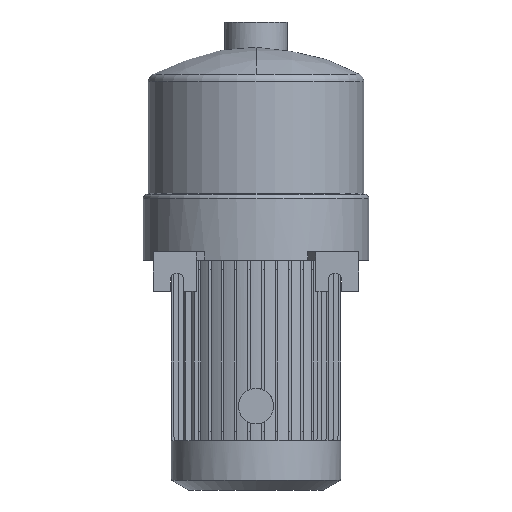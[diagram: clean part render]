
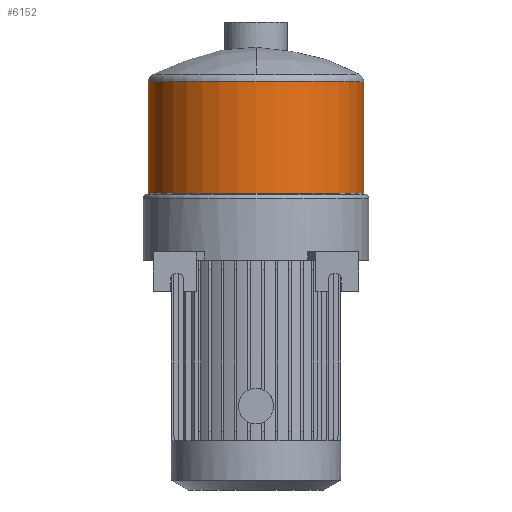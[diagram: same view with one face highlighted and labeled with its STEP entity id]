
A CAD part, front view. The second image highlights one B-rep face of the part: STEP entity #6152.
In plain terms, the highlighted cylindrical face has radius 76.5 mm (diameter 153 mm), a partial arc.
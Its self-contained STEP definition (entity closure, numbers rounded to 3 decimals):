
#262 = VERTEX_POINT ( 'NONE', #6309 ) ;
#349 = CARTESIAN_POINT ( 'NONE',  ( 0., 0., 95. ) ) ;
#657 = EDGE_CURVE ( 'NONE', #1749, #262, #3092, .T. ) ;
#692 = ORIENTED_EDGE ( 'NONE', *, *, #6765, .T. ) ;
#783 = LINE ( 'NONE', #2174, #8832 ) ;
#1404 = LINE ( 'NONE', #8992, #5157 ) ;
#1705 = CYLINDRICAL_SURFACE ( 'NONE', #7570, 76.5 ) ;
#1744 = DIRECTION ( 'NONE',  ( 0., 0., -1. ) ) ;
#1749 = VERTEX_POINT ( 'NONE', #4211 ) ;
#1785 = DIRECTION ( 'NONE',  ( 0., 0., 1. ) ) ;
#1788 = CARTESIAN_POINT ( 'NONE',  ( 0., 0., 52.562 ) ) ;
#2132 = CIRCLE ( 'NONE', #2755, 76.5 ) ;
#2174 = CARTESIAN_POINT ( 'NONE',  ( 76.5, 0., 95. ) ) ;
#2705 = ORIENTED_EDGE ( 'NONE', *, *, #4798, .F. ) ;
#2755 = AXIS2_PLACEMENT_3D ( 'NONE', #1788, #1744, #3279 ) ;
#3081 = EDGE_CURVE ( 'NONE', #8143, #3726, #2132, .T. ) ;
#3092 = CIRCLE ( 'NONE', #5133, 76.5 ) ;
#3279 = DIRECTION ( 'NONE',  ( -1., 0., 0. ) ) ;
#3726 = VERTEX_POINT ( 'NONE', #5715 ) ;
#4122 = FACE_OUTER_BOUND ( 'NONE', #8288, .T. ) ;
#4211 = CARTESIAN_POINT ( 'NONE',  ( -76.5, 0., -26.5 ) ) ;
#4416 = DIRECTION ( 'NONE',  ( 0., 0., 1. ) ) ;
#4798 = EDGE_CURVE ( 'NONE', #1749, #3726, #1404, .T. ) ;
#5133 = AXIS2_PLACEMENT_3D ( 'NONE', #5536, #1785, #7228 ) ;
#5157 = VECTOR ( 'NONE', #4416, 1000. ) ;
#5536 = CARTESIAN_POINT ( 'NONE',  ( 0., 0., -26.5 ) ) ;
#5715 = CARTESIAN_POINT ( 'NONE',  ( -76.5, 0., 52.562 ) ) ;
#5718 = ORIENTED_EDGE ( 'NONE', *, *, #657, .T. ) ;
#6152 = ADVANCED_FACE ( 'NONE', ( #4122 ), #1705, .T. ) ;
#6233 = CARTESIAN_POINT ( 'NONE',  ( 76.5, 0., 52.562 ) ) ;
#6309 = CARTESIAN_POINT ( 'NONE',  ( 76.5, 0., -26.5 ) ) ;
#6389 = DIRECTION ( 'NONE',  ( 1., 0., 0. ) ) ;
#6765 = EDGE_CURVE ( 'NONE', #262, #8143, #783, .T. ) ;
#6820 = DIRECTION ( 'NONE',  ( 0., 0., 1. ) ) ;
#7228 = DIRECTION ( 'NONE',  ( 1., 0., 0. ) ) ;
#7570 = AXIS2_PLACEMENT_3D ( 'NONE', #349, #9344, #6389 ) ;
#8143 = VERTEX_POINT ( 'NONE', #6233 ) ;
#8288 = EDGE_LOOP ( 'NONE', ( #2705, #5718, #692, #9051 ) ) ;
#8832 = VECTOR ( 'NONE', #6820, 1000. ) ;
#8992 = CARTESIAN_POINT ( 'NONE',  ( -76.5, 0., 95. ) ) ;
#9051 = ORIENTED_EDGE ( 'NONE', *, *, #3081, .T. ) ;
#9344 = DIRECTION ( 'NONE',  ( 0., 0., 1. ) ) ;
